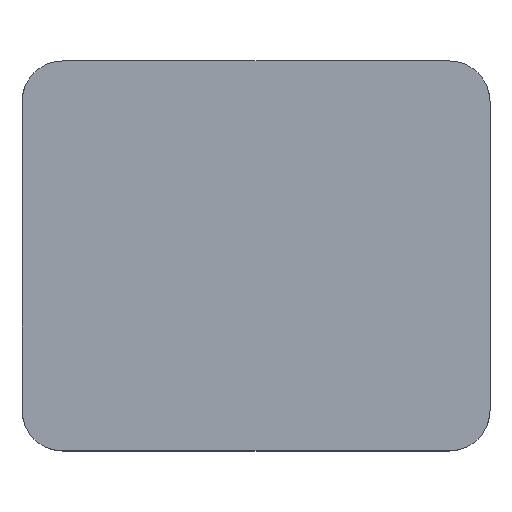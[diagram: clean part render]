
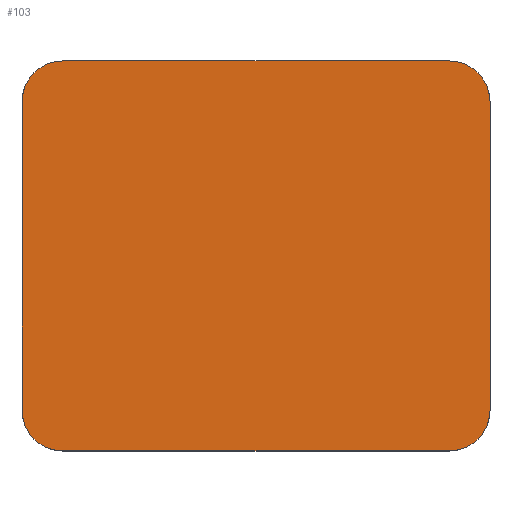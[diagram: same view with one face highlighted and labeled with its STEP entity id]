
A CAD part, top view. The second image highlights one B-rep face of the part: STEP entity #103.
In plain terms, the highlighted planar face has unit normal (0, 0, 1).
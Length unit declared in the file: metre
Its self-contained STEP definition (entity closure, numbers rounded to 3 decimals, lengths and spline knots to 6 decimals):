
#103=ADVANCED_FACE('0:23',(#241),#242,.T.);
#241=FACE_OUTER_BOUND('',#415,.T.);
#242=PLANE('',#416);
#415=EDGE_LOOP('',(#656,#657,#658,#659,#660,#661,#662,#663,#664,#665,#666,#667));
#416=AXIS2_PLACEMENT_3D('',#668,#669,#670);
#656=ORIENTED_EDGE('',*,*,#1133,.F.);
#657=ORIENTED_EDGE('',*,*,#1134,.T.);
#658=ORIENTED_EDGE('',*,*,#1061,.F.);
#659=ORIENTED_EDGE('',*,*,#1135,.F.);
#660=ORIENTED_EDGE('',*,*,#1136,.T.);
#661=ORIENTED_EDGE('',*,*,#1067,.F.);
#662=ORIENTED_EDGE('',*,*,#1137,.F.);
#663=ORIENTED_EDGE('',*,*,#1138,.T.);
#664=ORIENTED_EDGE('',*,*,#1108,.F.);
#665=ORIENTED_EDGE('',*,*,#1139,.F.);
#666=ORIENTED_EDGE('',*,*,#1140,.T.);
#667=ORIENTED_EDGE('',*,*,#1102,.F.);
#668=CARTESIAN_POINT('',(0.0,0.000066,0.0027));
#669=DIRECTION('',(0.,0.0,1.0));
#670=DIRECTION('',(1.0,0.0,0.));
#1061=EDGE_CURVE('',#1263,#1266,#1267,.T.);
#1067=EDGE_CURVE('',#1274,#1277,#1278,.T.);
#1102=EDGE_CURVE('',#1339,#1342,#1343,.T.);
#1108=EDGE_CURVE('',#1350,#1353,#1354,.T.);
#1133=EDGE_CURVE('0:149',#1397,#1339,#1398,.T.);
#1134=EDGE_CURVE('0:152',#1397,#1266,#1399,.F.);
#1135=EDGE_CURVE('0:155',#1400,#1263,#1401,.T.);
#1136=EDGE_CURVE('0:158',#1400,#1277,#1402,.F.);
#1137=EDGE_CURVE('0:161',#1403,#1274,#1404,.T.);
#1138=EDGE_CURVE('0:164',#1403,#1353,#1405,.F.);
#1139=EDGE_CURVE('0:167',#1406,#1350,#1407,.T.);
#1140=EDGE_CURVE('0:170',#1406,#1342,#1408,.F.);
#1263=VERTEX_POINT('',#1566);
#1266=VERTEX_POINT('',#1570);
#1267=CIRCLE('',#1571,0.00063);
#1274=VERTEX_POINT('',#1579);
#1277=VERTEX_POINT('',#1583);
#1278=CIRCLE('',#1584,0.00063);
#1339=VERTEX_POINT('',#1654);
#1342=VERTEX_POINT('',#1658);
#1343=CIRCLE('',#1659,0.00063);
#1350=VERTEX_POINT('',#1667);
#1353=VERTEX_POINT('',#1671);
#1354=CIRCLE('',#1672,0.00063);
#1397=VERTEX_POINT('',#1724);
#1398=CIRCLE('',#1725,0.00063);
#1399=LINE('',#1726,#1727);
#1400=VERTEX_POINT('',#1728);
#1401=CIRCLE('',#1729,0.00063);
#1402=LINE('',#1730,#1731);
#1403=VERTEX_POINT('',#1732);
#1404=CIRCLE('',#1733,0.00063);
#1405=LINE('',#1734,#1735);
#1406=VERTEX_POINT('',#1736);
#1407=CIRCLE('',#1737,0.00063);
#1408=LINE('',#1738,#1739);
#1566=CARTESIAN_POINT('',(-0.003415,0.002815,0.0027));
#1570=CARTESIAN_POINT('',(-0.00297,0.003,0.0027));
#1571=AXIS2_PLACEMENT_3D('',#1941,#1942,#1943);
#1579=CARTESIAN_POINT('',(-0.003415,-0.002815,0.0027));
#1583=CARTESIAN_POINT('',(-0.0036,-0.00237,0.0027));
#1584=AXIS2_PLACEMENT_3D('',#1952,#1953,#1954);
#1654=CARTESIAN_POINT('',(0.003415,0.002815,0.0027));
#1658=CARTESIAN_POINT('',(0.0036,0.00237,0.0027));
#1659=AXIS2_PLACEMENT_3D('',#2022,#2023,#2024);
#1667=CARTESIAN_POINT('',(0.003415,-0.002815,0.0027));
#1671=CARTESIAN_POINT('',(0.00297,-0.003,0.0027));
#1672=AXIS2_PLACEMENT_3D('',#2033,#2034,#2035);
#1724=CARTESIAN_POINT('',(0.00297,0.003,0.0027));
#1725=AXIS2_PLACEMENT_3D('',#2075,#2076,#2077);
#1726=CARTESIAN_POINT('',(0.001,0.003,0.0027));
#1727=VECTOR('',#2078,1.0);
#1728=CARTESIAN_POINT('',(-0.0036,0.00237,0.0027));
#1729=AXIS2_PLACEMENT_3D('',#2079,#2080,#2081);
#1730=CARTESIAN_POINT('',(-0.0036,0.000057,0.0027));
#1731=VECTOR('',#2082,1.0);
#1732=CARTESIAN_POINT('',(-0.00297,-0.003,0.0027));
#1733=AXIS2_PLACEMENT_3D('',#2083,#2084,#2085);
#1734=CARTESIAN_POINT('',(-0.001,-0.003,0.0027));
#1735=VECTOR('',#2086,1.0);
#1736=CARTESIAN_POINT('',(0.0036,-0.00237,0.0027));
#1737=AXIS2_PLACEMENT_3D('',#2087,#2088,#2089);
#1738=CARTESIAN_POINT('',(0.0036,0.000057,0.0027));
#1739=VECTOR('',#2090,1.0);
#1941=CARTESIAN_POINT('',(-0.00297,0.00237,0.0027));
#1942=DIRECTION('',(0.,0.0,-1.0));
#1943=DIRECTION('',(-0.707,0.707,0.));
#1952=CARTESIAN_POINT('',(-0.00297,-0.00237,0.0027));
#1953=DIRECTION('',(0.,0.0,-1.0));
#1954=DIRECTION('',(-0.707,-0.707,0.));
#2022=CARTESIAN_POINT('',(0.00297,0.00237,0.0027));
#2023=DIRECTION('',(0.,0.0,-1.0));
#2024=DIRECTION('',(0.707,0.707,0.));
#2033=CARTESIAN_POINT('',(0.00297,-0.00237,0.0027));
#2034=DIRECTION('',(0.,0.0,-1.0));
#2035=DIRECTION('',(0.707,-0.707,0.));
#2075=CARTESIAN_POINT('',(0.00297,0.00237,0.0027));
#2076=DIRECTION('',(0.,0.0,-1.0));
#2077=DIRECTION('',(0.707,0.707,0.));
#2078=DIRECTION('',(1.0,0.,0.));
#2079=CARTESIAN_POINT('',(-0.00297,0.00237,0.0027));
#2080=DIRECTION('',(0.,0.0,-1.0));
#2081=DIRECTION('',(-0.707,0.707,0.));
#2082=DIRECTION('',(0.0,1.0,0.0));
#2083=CARTESIAN_POINT('',(-0.00297,-0.00237,0.0027));
#2084=DIRECTION('',(0.,0.0,-1.0));
#2085=DIRECTION('',(-0.707,-0.707,0.));
#2086=DIRECTION('',(-1.0,0.,0.));
#2087=CARTESIAN_POINT('',(0.00297,-0.00237,0.0027));
#2088=DIRECTION('',(0.,0.0,-1.0));
#2089=DIRECTION('',(0.707,-0.707,0.));
#2090=DIRECTION('',(0.0,-1.0,0.0));
